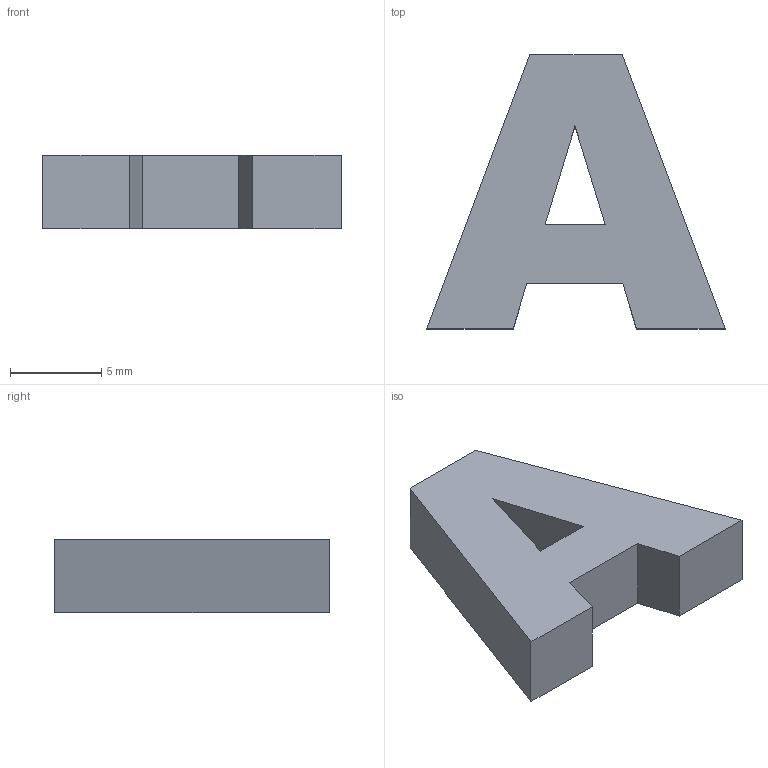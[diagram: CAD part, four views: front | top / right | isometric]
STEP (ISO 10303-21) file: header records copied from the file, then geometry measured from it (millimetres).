
FILE_DESCRIPTION(/* description */ (''),/* implementation_level */ '2;1');
FILE_NAME(/* name */ 'letter_A.step',/* time_stamp */ '2025-12-09T20:12:12+01:00',/* author */ (''),/* organization */ (''),/* preprocessor_version */ 'ST-DEVELOPER v20.1',/* originating_system */ 'Autodesk Translation Framework v14.21.0.0',/* authorisation */ '');
FILE_SCHEMA (('AUTOMOTIVE_DESIGN { 1 0 10303 214 3 1 1 }'));
Length unit declared in the file: millimetre
Products named in the file (1): FusionComponent
Bounding box: 16.33 x 15 x 4 mm (x, y, z)
Volume: 546.6 mm3; surface area: 560.1 mm2
Topology: 1 solids, 1 shells, 13 faces, 33 edges, 22 vertices
Faces by surface type: plane 13
Entity records: 424 total; most frequent: CARTESIAN_POINT 69, ORIENTED_EDGE 66, DIRECTION 61, LINE 33, VECTOR 33, EDGE_CURVE 33, VERTEX_POINT 22, EDGE_LOOP 15
